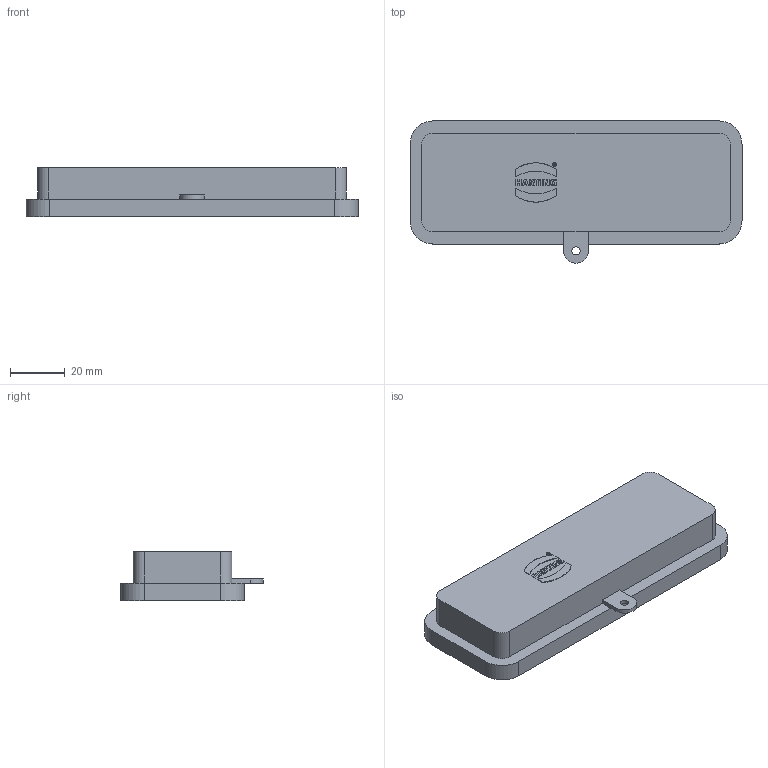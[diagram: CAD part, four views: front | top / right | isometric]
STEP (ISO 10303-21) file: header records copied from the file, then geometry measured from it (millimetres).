
FILE_DESCRIPTION(/* description */ (''),/* implementation_level */ '2;1');
FILE_NAME(/* name */ '100743781ugm000_b.stp',/* time_stamp */ '2019-10-28T13:53:20+01:00',/* author */ (''),/* organization */ (''),/* preprocessor_version */ 'ST-DEVELOPER v16.7',/* originating_system */ 'SIEMENS PLM Software NX 12.0',/* authorisation */ '');
FILE_SCHEMA (('AUTOMOTIVE_DESIGN { 1 0 10303 214 3 1 1 1 }'));
Length unit declared in the file: millimetre
Products named in the file (1): 100743781ugm000_b
Bounding box: 121.8 x 52.2 x 18.2 mm (x, y, z)
Volume: 11079.3 mm3; surface area: 22064.3 mm2
Topology: 1 solids, 1 shells, 171 faces, 454 edges, 304 vertices
Faces by surface type: plane 137, cylinder 28, extrusion 6
Full cylindrical faces by diameter (mm): 1.006 x1, 1.477 x1, 3 x1
Entity records: 6375 total; most frequent: CARTESIAN_POINT 1414, ORIENTED_EDGE 902, DIRECTION 821, EDGE_CURVE 451, VECTOR 389, LINE 383, VERTEX_POINT 302, AXIS2_PLACEMENT_3D 216
